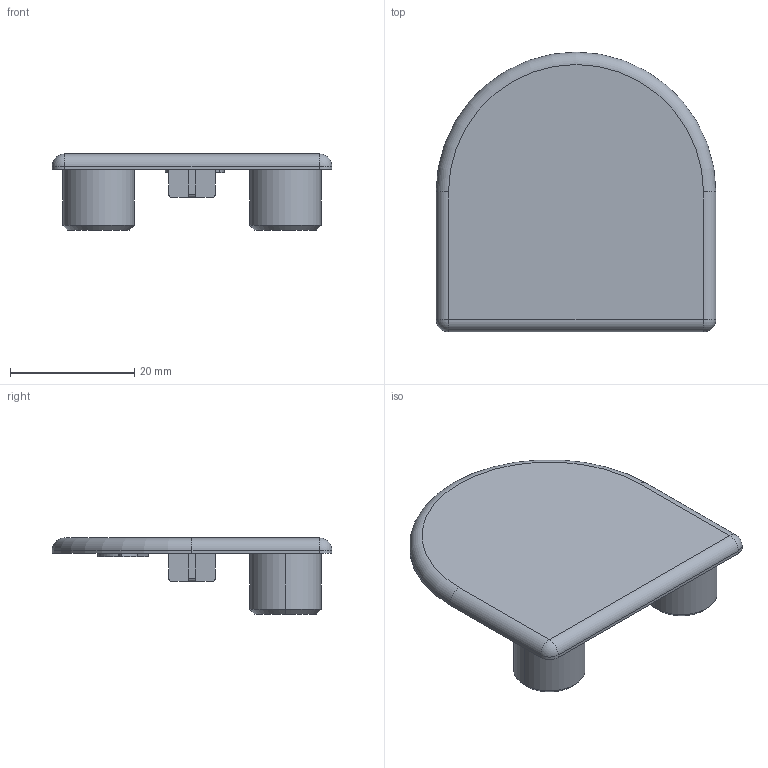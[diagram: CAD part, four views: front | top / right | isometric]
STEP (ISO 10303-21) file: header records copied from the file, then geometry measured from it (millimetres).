
FILE_DESCRIPTION (( 'STEP AP203' ), '1' );
FILE_NAME ('084.201.037.STEP', '2014-01-30T13:18:00', ( '' ), ( '' ), 'SwSTEP 2.0', 'SolidWorks 2012', '' );
FILE_SCHEMA (( 'CONFIG_CONTROL_DESIGN' ));
Length unit declared in the file: millimetre
Products named in the file (1): 084.201.037
Bounding box: 45 x 45 x 12.25 mm (x, y, z)
Volume: 5001.3 mm3; surface area: 5263.8 mm2
Topology: 1 solids, 1 shells, 79 faces, 195 edges, 122 vertices
Faces by surface type: plane 26, bspline 24, cylinder 18, torus 5, cone 4, sphere 2
Entity records: 2513 total; most frequent: CARTESIAN_POINT 707, ORIENTED_EDGE 386, DIRECTION 302, EDGE_CURVE 193, VERTEX_POINT 122, AXIS2_PLACEMENT_3D 101, LINE 100, VECTOR 100
